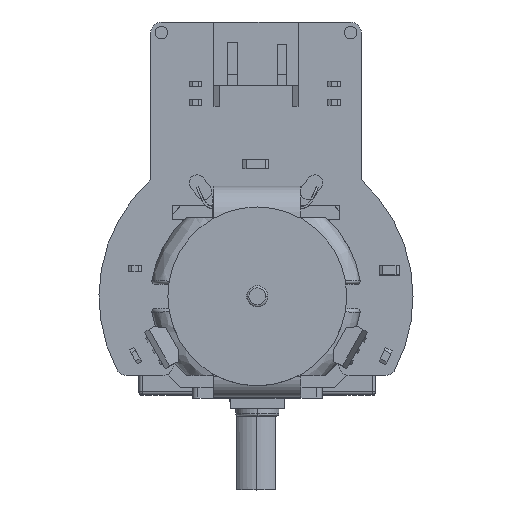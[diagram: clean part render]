
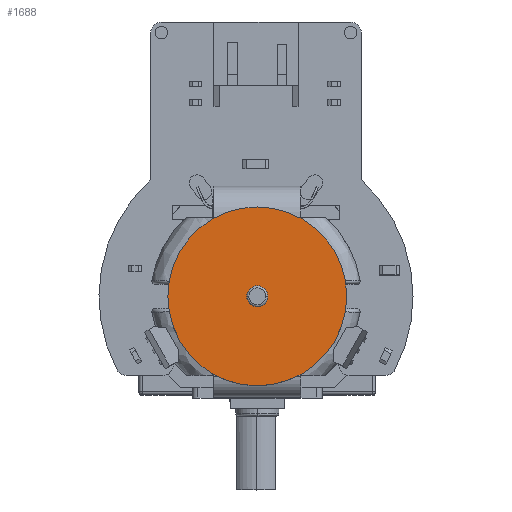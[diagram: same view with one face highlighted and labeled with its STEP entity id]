
A CAD part, top view. The second image highlights one B-rep face of the part: STEP entity #1688.
In plain terms, the highlighted planar face has unit normal (0, 0, 1).
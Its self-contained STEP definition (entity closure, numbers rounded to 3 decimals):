
#666 = PLANE ( 'NONE',  #22069 ) ;
#1688 = ADVANCED_FACE ( 'NONE', ( #23027, #18117 ), #666, .T. ) ;
#2367 = ORIENTED_EDGE ( 'NONE', *, *, #9482, .T. ) ;
#2714 = ORIENTED_EDGE ( 'NONE', *, *, #20344, .T. ) ;
#4074 = EDGE_LOOP ( 'NONE', ( #2714, #22633 ) ) ;
#4721 = AXIS2_PLACEMENT_3D ( 'NONE', #25205, #6256, #14888 ) ;
#4739 = EDGE_CURVE ( 'NONE', #26868, #18704, #16952, .T. ) ;
#5907 = DIRECTION ( 'NONE',  ( 0., 0., 1. ) ) ;
#6256 = DIRECTION ( 'NONE',  ( 0., 0., 1. ) ) ;
#6444 = CARTESIAN_POINT ( 'NONE',  ( 1., 0., 3. ) ) ;
#6919 = CIRCLE ( 'NONE', #18687, 8.5 ) ;
#8061 = DIRECTION ( 'NONE',  ( 0., 0., 1. ) ) ;
#8685 = EDGE_LOOP ( 'NONE', ( #2367, #26399 ) ) ;
#9482 = EDGE_CURVE ( 'NONE', #21997, #15692, #19443, .T. ) ;
#11706 = CARTESIAN_POINT ( 'NONE',  ( 0., 0., 3. ) ) ;
#11909 = CARTESIAN_POINT ( 'NONE',  ( -1., 0., 3. ) ) ;
#12333 = AXIS2_PLACEMENT_3D ( 'NONE', #11706, #18242, #20216 ) ;
#14115 = DIRECTION ( 'NONE',  ( -1., 0., 0. ) ) ;
#14530 = DIRECTION ( 'NONE',  ( 1., 0., 0. ) ) ;
#14888 = DIRECTION ( 'NONE',  ( -1., 0., 0. ) ) ;
#15692 = VERTEX_POINT ( 'NONE', #6444 ) ;
#16766 = AXIS2_PLACEMENT_3D ( 'NONE', #24734, #24595, #14115 ) ;
#16952 = CIRCLE ( 'NONE', #4721, 8.5 ) ;
#17977 = CARTESIAN_POINT ( 'NONE',  ( 0., 0., 3. ) ) ;
#18117 = FACE_OUTER_BOUND ( 'NONE', #4074, .T. ) ;
#18195 = CARTESIAN_POINT ( 'NONE',  ( 8.5, 0., 3. ) ) ;
#18242 = DIRECTION ( 'NONE',  ( 0., 0., -1. ) ) ;
#18687 = AXIS2_PLACEMENT_3D ( 'NONE', #25197, #8061, #21239 ) ;
#18704 = VERTEX_POINT ( 'NONE', #26255 ) ;
#19443 = CIRCLE ( 'NONE', #16766, 1. ) ;
#20216 = DIRECTION ( 'NONE',  ( -1., 0., 0. ) ) ;
#20344 = EDGE_CURVE ( 'NONE', #18704, #26868, #6919, .T. ) ;
#20550 = EDGE_CURVE ( 'NONE', #15692, #21997, #23653, .T. ) ;
#21239 = DIRECTION ( 'NONE',  ( -1., 0., 0. ) ) ;
#21997 = VERTEX_POINT ( 'NONE', #11909 ) ;
#22069 = AXIS2_PLACEMENT_3D ( 'NONE', #17977, #5907, #14530 ) ;
#22633 = ORIENTED_EDGE ( 'NONE', *, *, #4739, .T. ) ;
#23027 = FACE_BOUND ( 'NONE', #8685, .T. ) ;
#23653 = CIRCLE ( 'NONE', #12333, 1. ) ;
#24595 = DIRECTION ( 'NONE',  ( 0., 0., -1. ) ) ;
#24734 = CARTESIAN_POINT ( 'NONE',  ( 0., 0., 3. ) ) ;
#25197 = CARTESIAN_POINT ( 'NONE',  ( 0., 0., 3. ) ) ;
#25205 = CARTESIAN_POINT ( 'NONE',  ( 0., 0., 3. ) ) ;
#26255 = CARTESIAN_POINT ( 'NONE',  ( -8.5, 0., 3. ) ) ;
#26399 = ORIENTED_EDGE ( 'NONE', *, *, #20550, .T. ) ;
#26868 = VERTEX_POINT ( 'NONE', #18195 ) ;
